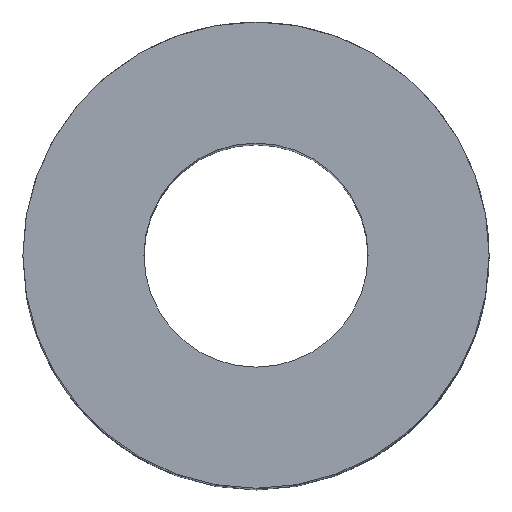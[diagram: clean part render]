
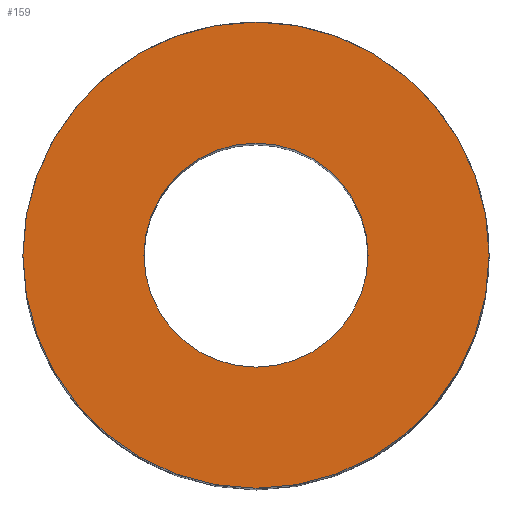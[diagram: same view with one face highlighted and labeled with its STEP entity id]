
A CAD part, top view. The second image highlights one B-rep face of the part: STEP entity #159.
In plain terms, the highlighted planar face has unit normal (0, 0, 1).
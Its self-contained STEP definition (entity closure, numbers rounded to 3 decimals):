
#80=EDGE_CURVE('240[2]',#230,#230,#231,.T.);
#159=ADVANCED_FACE('240[2]',(#353,#354),#355,.T.);
#161=EDGE_CURVE('240[2]',#357,#357,#358,.T.);
#230=VERTEX_POINT('',#441);
#231=CIRCLE('',#442,23.);
#353=FACE_OUTER_BOUND('',#1257,.T.);
#354=FACE_BOUND('',#1258,.T.);
#355=PLANE('',#1259);
#357=VERTEX_POINT('',#1262);
#358=CIRCLE('',#1263,11.05);
#441=CARTESIAN_POINT('',(-23.,0.,49.5));
#442=AXIS2_PLACEMENT_3D('',#1839,#1840,#1841);
#1257=EDGE_LOOP('',(#1947));
#1258=EDGE_LOOP('',(#1948));
#1259=AXIS2_PLACEMENT_3D('',#1949,#1950,#1951);
#1262=CARTESIAN_POINT('',(-11.05,0.,49.5));
#1263=AXIS2_PLACEMENT_3D('',#1952,#1953,#1954);
#1839=CARTESIAN_POINT('',(0.,0.,49.5));
#1840=DIRECTION('',(0.,0.,-1.0));
#1841=DIRECTION('',(-1.0,0.,0.));
#1947=ORIENTED_EDGE('',*,*,#80,.F.);
#1948=ORIENTED_EDGE('',*,*,#161,.T.);
#1949=CARTESIAN_POINT('',(-17.025,0.,49.5));
#1950=DIRECTION('',(0.,0.,1.0));
#1951=DIRECTION('',(1.0,0.,0.));
#1952=CARTESIAN_POINT('',(0.,0.,49.5));
#1953=DIRECTION('',(0.,0.,-1.0));
#1954=DIRECTION('',(-1.0,0.,0.));
